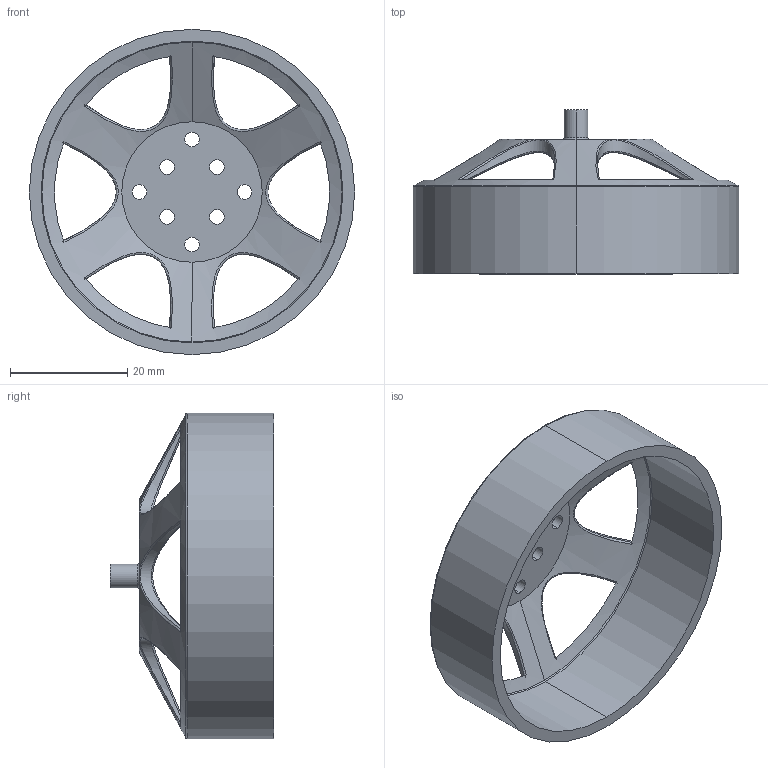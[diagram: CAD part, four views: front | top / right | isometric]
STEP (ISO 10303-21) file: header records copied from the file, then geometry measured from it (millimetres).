
FILE_DESCRIPTION (( 'STEP AP214' ), '1' );
FILE_NAME ('MirrorRotor1.STEP', '2023-12-11T13:49:49', ( '' ), ( '' ), 'SwSTEP 2.0', 'SolidWorks 2023', '' );
FILE_SCHEMA (( 'AUTOMOTIVE_DESIGN' ));
Length unit declared in the file: millimetre
Products named in the file (1): MirrorRotor1
Bounding box: 55.6 x 28 x 55.6 mm (x, y, z)
Volume: 7503.7 mm3; surface area: 9088 mm2
Topology: 1 solids, 1 shells, 70 faces, 196 edges, 124 vertices
Faces by surface type: cylinder 22, bspline 18, torus 16, plane 10, cone 4
Entity records: 5509 total; most frequent: CARTESIAN_POINT 2983, ORIENTED_EDGE 392, DIRECTION 328, EDGE_CURVE 196, AXIS2_PLACEMENT_3D 151, VERTEX_POINT 124, CIRCLE 98, EDGE_LOOP 94
